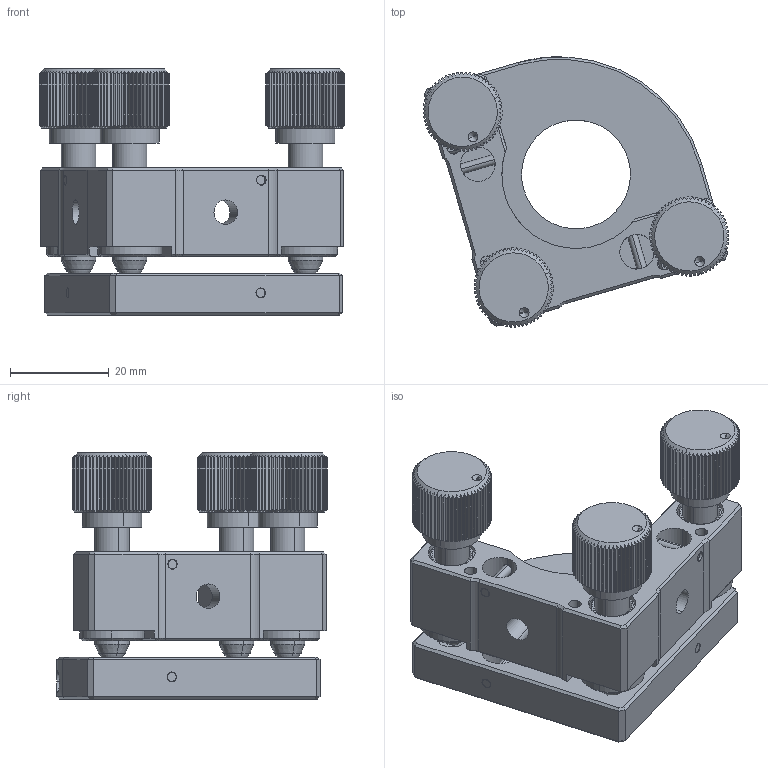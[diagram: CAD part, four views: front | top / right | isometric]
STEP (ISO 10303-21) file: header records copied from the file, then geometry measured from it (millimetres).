
FILE_DESCRIPTION (( 'STEP AP203' ), '1' );
FILE_NAME ('OMHS25.step', '2019-05-09T09:02:54', ( '' ), ( '' ), 'SwSTEP 2.0', 'SolidWorks 2016', '' );
FILE_SCHEMA (( 'CONFIG_CONTROL_DESIGN' ));
Length unit declared in the file: millimetre
Products named in the file (1): OMHS25
Bounding box: 61.85 x 54.71 x 49.8 mm (x, y, z)
Surface area: 21286.4 mm2 (no closed solid volume)
Topology: 0 solids, 32 shells, 1009 faces, 2800 edges, 1806 vertices
Faces by surface type: plane 482, cylinder 286, cone 235, torus 6
Entity records: 33100 total; most frequent: CARTESIAN_POINT 8418, ORIENTED_EDGE 5154, DIRECTION 4874, EDGE_CURVE 2786, AXIS2_PLACEMENT_3D 1850, VERTEX_POINT 1802, LINE 1174, VECTOR 1174
